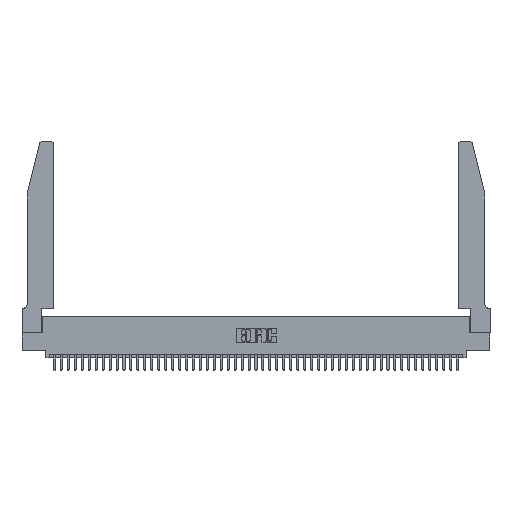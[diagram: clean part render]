
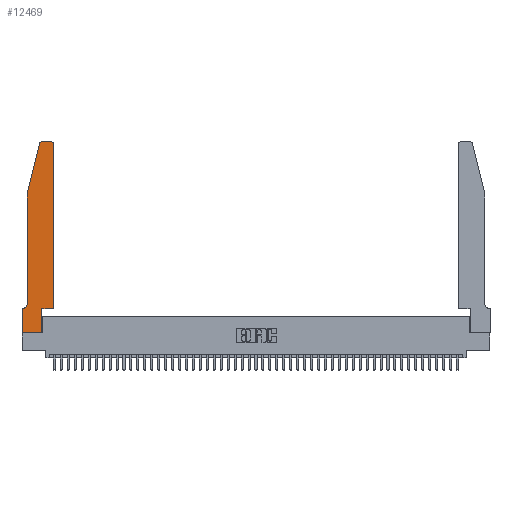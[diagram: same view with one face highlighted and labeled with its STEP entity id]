
A CAD part, top view. The second image highlights one B-rep face of the part: STEP entity #12469.
In plain terms, the highlighted planar face has unit normal (0, 0, 1).
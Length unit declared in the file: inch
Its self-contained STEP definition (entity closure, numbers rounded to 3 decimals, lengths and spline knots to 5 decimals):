
#562 = LINE ( 'NONE', #47195, #39774 ) ;
#629 = LINE ( 'NONE', #24475, #48575 ) ;
#1178 = DIRECTION ( 'NONE',  ( 0., 0., -1. ) ) ;
#2880 = CARTESIAN_POINT ( 'NONE',  ( 0.284, 2.75, 0.37 ) ) ;
#3616 = VERTEX_POINT ( 'NONE', #18481 ) ;
#4073 = DIRECTION ( 'NONE',  ( -1., 0., 0. ) ) ;
#5868 = ORIENTED_EDGE ( 'NONE', *, *, #7728, .T. ) ;
#5921 = EDGE_CURVE ( 'NONE', #3616, #21787, #562, .T. ) ;
#6400 = VERTEX_POINT ( 'NONE', #24270 ) ;
#7463 = VERTEX_POINT ( 'NONE', #49006 ) ;
#7728 = EDGE_CURVE ( 'NONE', #28237, #6400, #31932, .T. ) ;
#7865 = EDGE_CURVE ( 'NONE', #44523, #19800, #18243, .T. ) ;
#8893 = CARTESIAN_POINT ( 'NONE',  ( 0.0055, 0.35, 0.37 ) ) ;
#9683 = VECTOR ( 'NONE', #38526, 39.37008 ) ;
#9805 = VERTEX_POINT ( 'NONE', #28090 ) ;
#9919 = FACE_OUTER_BOUND ( 'NONE', #33351, .T. ) ;
#10050 = VERTEX_POINT ( 'NONE', #48373 ) ;
#11523 = DIRECTION ( 'NONE',  ( -0.239, -0.971, 0. ) ) ;
#11570 = CARTESIAN_POINT ( 'NONE',  ( 0.2605, 2.75, 0.37 ) ) ;
#11859 = DIRECTION ( 'NONE',  ( 0., 0., 1. ) ) ;
#11902 = AXIS2_PLACEMENT_3D ( 'NONE', #23966, #1178, #27838 ) ;
#12469 = ADVANCED_FACE ( 'NONE', ( #9919 ), #34590, .T. ) ;
#12819 = CARTESIAN_POINT ( 'NONE',  ( 0.4205, 2.72, 0.37 ) ) ;
#13486 = CARTESIAN_POINT ( 'NONE',  ( 0.0755, 0.35, 0.37 ) ) ;
#13589 = ORIENTED_EDGE ( 'NONE', *, *, #41032, .T. ) ;
#13634 = ORIENTED_EDGE ( 'NONE', *, *, #36931, .T. ) ;
#14159 = ORIENTED_EDGE ( 'NONE', *, *, #28492, .T. ) ;
#14441 = AXIS2_PLACEMENT_3D ( 'NONE', #23154, #11859, #38387 ) ;
#14605 = CARTESIAN_POINT ( 'NONE',  ( 0.4505, 0.35, 0.37 ) ) ;
#15003 = CARTESIAN_POINT ( 'NONE',  ( 0.0755, 0.42, 0.37 ) ) ;
#15394 = ORIENTED_EDGE ( 'NONE', *, *, #5921, .T. ) ;
#15793 = CARTESIAN_POINT ( 'NONE',  ( 0., 0., 0.37 ) ) ;
#16019 = EDGE_CURVE ( 'NONE', #30492, #10050, #629, .T. ) ;
#16466 = LINE ( 'NONE', #11570, #35485 ) ;
#16653 = DIRECTION ( 'NONE',  ( 1., 0., 0. ) ) ;
#17618 = DIRECTION ( 'NONE',  ( 0., -1., 0. ) ) ;
#18243 = LINE ( 'NONE', #13486, #25986 ) ;
#18481 = CARTESIAN_POINT ( 'NONE',  ( 0.0755, 2., 0.37 ) ) ;
#18749 = CARTESIAN_POINT ( 'NONE',  ( 0.284, 2.72, 0.37 ) ) ;
#18847 = LINE ( 'NONE', #14605, #48941 ) ;
#19800 = VERTEX_POINT ( 'NONE', #24843 ) ;
#20125 = ORIENTED_EDGE ( 'NONE', *, *, #25176, .T. ) ;
#21787 = VERTEX_POINT ( 'NONE', #15003 ) ;
#22441 = EDGE_CURVE ( 'NONE', #10050, #28237, #18847, .T. ) ;
#22593 = DIRECTION ( 'NONE',  ( 1., 0., 0. ) ) ;
#22632 = AXIS2_PLACEMENT_3D ( 'NONE', #12819, #39365, #16653 ) ;
#23154 = CARTESIAN_POINT ( 'NONE',  ( 0., 0.35, 0.37 ) ) ;
#23872 = CIRCLE ( 'NONE', #11902, 0.07 ) ;
#23966 = CARTESIAN_POINT ( 'NONE',  ( 0.0055, 0.42, 0.37 ) ) ;
#24270 = CARTESIAN_POINT ( 'NONE',  ( 0.4205, 2.75, 0.37 ) ) ;
#24413 = DIRECTION ( 'NONE',  ( 0., 1., 0. ) ) ;
#24448 = LINE ( 'NONE', #40311, #45717 ) ;
#24475 = CARTESIAN_POINT ( 'NONE',  ( 0.4505, 0.35, 0.37 ) ) ;
#24674 = VECTOR ( 'NONE', #11523, 39.37008 ) ;
#24843 = CARTESIAN_POINT ( 'NONE',  ( 0., 0.35, 0.37 ) ) ;
#25176 = EDGE_CURVE ( 'NONE', #7463, #32500, #31071, .T. ) ;
#25986 = VECTOR ( 'NONE', #40003, 39.37008 ) ;
#27093 = LINE ( 'NONE', #45606, #24674 ) ;
#27838 = DIRECTION ( 'NONE',  ( -1., 0., 0. ) ) ;
#28090 = CARTESIAN_POINT ( 'NONE',  ( 0.25487, 2.72718, 0.37 ) ) ;
#28237 = VERTEX_POINT ( 'NONE', #38024 ) ;
#28492 = EDGE_CURVE ( 'NONE', #32500, #30492, #46691, .T. ) ;
#29111 = ORIENTED_EDGE ( 'NONE', *, *, #45515, .T. ) ;
#30492 = VERTEX_POINT ( 'NONE', #44436 ) ;
#31071 = LINE ( 'NONE', #15793, #9683 ) ;
#31932 = CIRCLE ( 'NONE', #22632, 0.03 ) ;
#32500 = VERTEX_POINT ( 'NONE', #43917 ) ;
#33351 = EDGE_LOOP ( 'NONE', ( #13634, #29111, #47875, #15394, #47291, #33788, #13589, #20125, #14159, #39668, #38489, #5868 ) ) ;
#33788 = ORIENTED_EDGE ( 'NONE', *, *, #7865, .T. ) ;
#34590 = PLANE ( 'NONE',  #14441 ) ;
#35485 = VECTOR ( 'NONE', #4073, 39.37008 ) ;
#35542 = VECTOR ( 'NONE', #24413, 39.37008 ) ;
#35694 = CARTESIAN_POINT ( 'NONE',  ( 0.2865, 0.35, 0.37 ) ) ;
#36931 = EDGE_CURVE ( 'NONE', #6400, #42122, #16466, .T. ) ;
#38024 = CARTESIAN_POINT ( 'NONE',  ( 0.4505, 2.72, 0.37 ) ) ;
#38387 = DIRECTION ( 'NONE',  ( 1., 0., 0. ) ) ;
#38430 = AXIS2_PLACEMENT_3D ( 'NONE', #18749, #45200, #22593 ) ;
#38489 = ORIENTED_EDGE ( 'NONE', *, *, #22441, .T. ) ;
#38526 = DIRECTION ( 'NONE',  ( 1., 0., 0. ) ) ;
#38761 = EDGE_CURVE ( 'NONE', #9805, #3616, #27093, .T. ) ;
#39365 = DIRECTION ( 'NONE',  ( 0., 0., 1. ) ) ;
#39668 = ORIENTED_EDGE ( 'NONE', *, *, #16019, .T. ) ;
#39774 = VECTOR ( 'NONE', #43613, 39.37008 ) ;
#40003 = DIRECTION ( 'NONE',  ( -1., 0., 0. ) ) ;
#40311 = CARTESIAN_POINT ( 'NONE',  ( 0., 0., 0.37 ) ) ;
#40828 = EDGE_CURVE ( 'NONE', #21787, #44523, #23872, .T. ) ;
#41032 = EDGE_CURVE ( 'NONE', #19800, #7463, #24448, .T. ) ;
#42122 = VERTEX_POINT ( 'NONE', #2880 ) ;
#43334 = DIRECTION ( 'NONE',  ( 1., 0., 0. ) ) ;
#43528 = CIRCLE ( 'NONE', #38430, 0.03 ) ;
#43613 = DIRECTION ( 'NONE',  ( 0., -1., 0. ) ) ;
#43917 = CARTESIAN_POINT ( 'NONE',  ( 0.2865, 0., 0.37 ) ) ;
#44436 = CARTESIAN_POINT ( 'NONE',  ( 0.2865, 0.35, 0.37 ) ) ;
#44523 = VERTEX_POINT ( 'NONE', #8893 ) ;
#45200 = DIRECTION ( 'NONE',  ( 0., 0., 1. ) ) ;
#45515 = EDGE_CURVE ( 'NONE', #42122, #9805, #43528, .T. ) ;
#45606 = CARTESIAN_POINT ( 'NONE',  ( 0.0755, 2., 0.37 ) ) ;
#45717 = VECTOR ( 'NONE', #17618, 39.37008 ) ;
#46691 = LINE ( 'NONE', #35694, #35542 ) ;
#47195 = CARTESIAN_POINT ( 'NONE',  ( 0.0755, 2., 0.37 ) ) ;
#47291 = ORIENTED_EDGE ( 'NONE', *, *, #40828, .T. ) ;
#47875 = ORIENTED_EDGE ( 'NONE', *, *, #38761, .T. ) ;
#48373 = CARTESIAN_POINT ( 'NONE',  ( 0.4505, 0.35, 0.37 ) ) ;
#48575 = VECTOR ( 'NONE', #43334, 39.37008 ) ;
#48603 = DIRECTION ( 'NONE',  ( 0., 1., 0. ) ) ;
#48941 = VECTOR ( 'NONE', #48603, 39.37008 ) ;
#49006 = CARTESIAN_POINT ( 'NONE',  ( 0., 0., 0.37 ) ) ;
